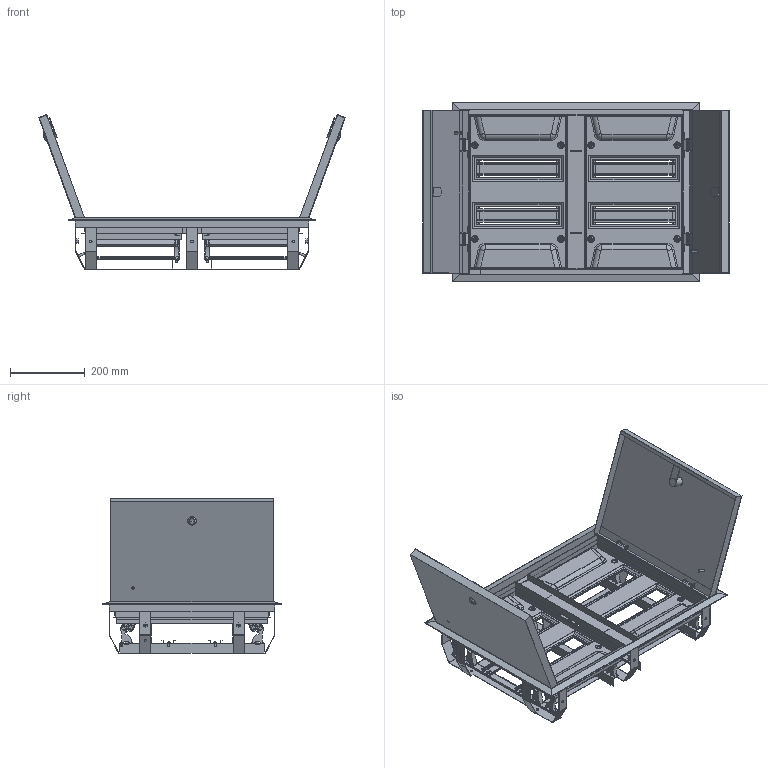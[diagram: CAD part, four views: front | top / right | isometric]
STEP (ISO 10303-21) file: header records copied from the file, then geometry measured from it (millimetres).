
FILE_DESCRIPTION (( 'STEP AP214' ), '1' );
FILE_NAME ('ShRV-2õ24_Universal.STEP', '2016-10-11T07:21:39', ( 'user' ), ( '' ), 'SwSTEP 2.0', 'SolidWorks 2014', '' );
FILE_SCHEMA (( 'AUTOMOTIVE_DESIGN' ));
Length unit declared in the file: millimetre
Products named in the file (11): Support; DIN-Reika_18 ｢箘ｬ箘｢; Dver_Universal_24; SC GOST 17473_gost_‚¨­â A.M5x10 ƒŽ‘’ 17473-80; Obolochka_Universal_2å24; Stoika pan; Stoika Shin_‘â®©ª  ¤«ï è¨­; ShRV-2õ24_Universal; Panel_24; Panel_ShRN-24; Klipsa
Assembly tree (46 placements, depth 3):
  ShRV-2õ24_Universal
    Obolochka_Universal_2å24
    Dver_Universal_24  x2
    DIN-Reika_18 ｢箘ｬ箘｢  x4
    Panel_24  x2
      Panel_ShRN-24
      Klipsa
      Stoika pan
    SC GOST 17473_gost_‚¨­â A.M5x10 ƒŽ‘’ 17473-80  x12
    Stoika Shin_‘â®©ª  ¤«ï è¨­  x8
    Support  x8
Bounding box: 818.42 x 480 x 413.15 mm (x, y, z)
Volume: 1568446.3 mm3; surface area: 2480131 mm2
Topology: 63 solids, 63 shells, 3838 faces, 10062 edges, 6360 vertices
Faces by surface type: plane 2290, cylinder 808, bspline 320, torus 176, cone 140, sphere 104
Entity records: 32143 total; most frequent: CARTESIAN_POINT 6743, ORIENTED_EDGE 5214, DIRECTION 5024, EDGE_CURVE 2607, LINE 1856, VECTOR 1856, VERTEX_POINT 1677, AXIS2_PLACEMENT_3D 1584
